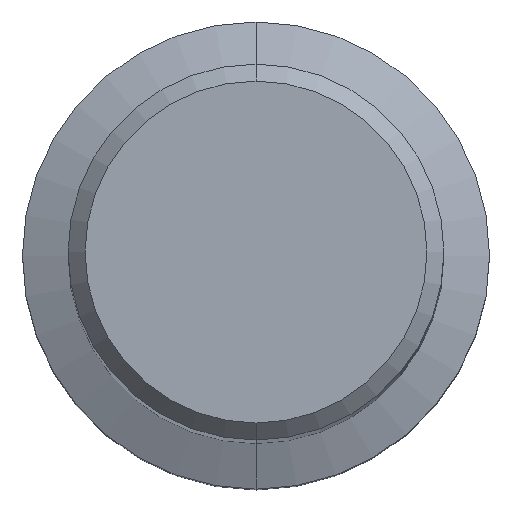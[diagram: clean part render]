
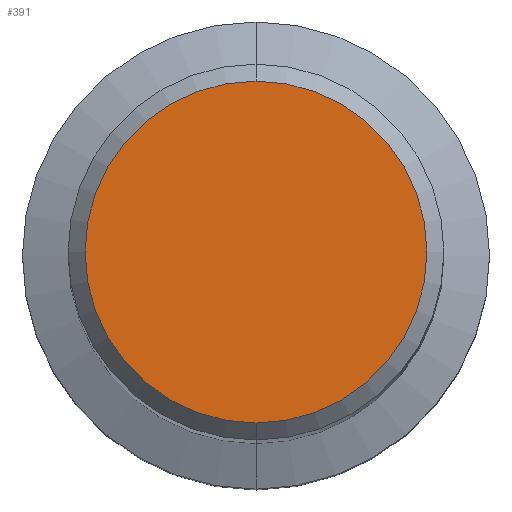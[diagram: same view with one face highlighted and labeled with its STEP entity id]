
A CAD part, top view. The second image highlights one B-rep face of the part: STEP entity #391.
In plain terms, the highlighted planar face has unit normal (0, 0, 1).
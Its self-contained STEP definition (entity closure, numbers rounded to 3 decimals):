
#207=EDGE_CURVE('',#355,#365,#562,.T.);
#355=VERTEX_POINT('',#729);
#365=VERTEX_POINT('',#741);
#391=ADVANCED_FACE('',(#769),#770,.T.);
#417=EDGE_CURVE('',#365,#355,#796,.T.);
#562=CIRCLE('',#948,8.05);
#729=CARTESIAN_POINT('',(0.0,8.05,0.0));
#741=CARTESIAN_POINT('',(0.,-8.05,0.0));
#769=FACE_OUTER_BOUND('',#1416,.T.);
#770=PLANE('',#1417);
#796=CIRCLE('',#1452,8.05);
#948=AXIS2_PLACEMENT_3D('',#1710,#1711,#1712);
#1416=EDGE_LOOP('',(#1960,#1961));
#1417=AXIS2_PLACEMENT_3D('',#1962,#1963,#1964);
#1452=AXIS2_PLACEMENT_3D('',#1984,#1985,#1986);
#1710=CARTESIAN_POINT('',(0.0,0.0,0.0));
#1711=DIRECTION('',(0.0,0.0,-1.0));
#1712=DIRECTION('',(0.0,1.0,0.0));
#1960=ORIENTED_EDGE('',*,*,#207,.F.);
#1961=ORIENTED_EDGE('',*,*,#417,.F.);
#1962=CARTESIAN_POINT('',(0.0,4.025,0.0));
#1963=DIRECTION('',(-0.0,0.0,1.0));
#1964=DIRECTION('',(0.0,-1.0,0.0));
#1984=CARTESIAN_POINT('',(0.0,0.0,0.0));
#1985=DIRECTION('',(0.0,0.0,-1.0));
#1986=DIRECTION('',(0.0,1.0,0.0));
